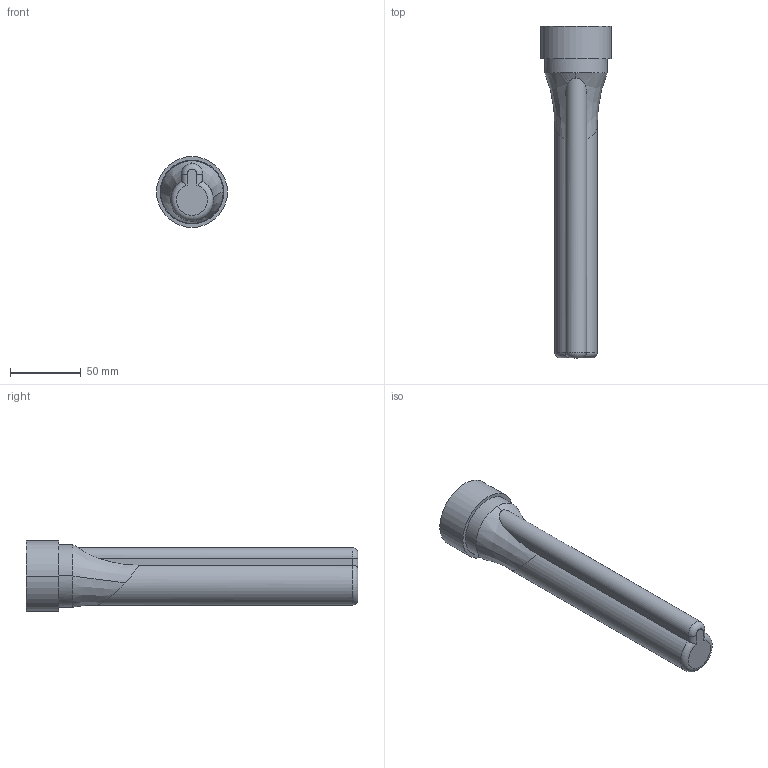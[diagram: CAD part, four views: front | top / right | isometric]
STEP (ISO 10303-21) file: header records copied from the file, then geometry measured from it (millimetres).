
FILE_DESCRIPTION(('3DEXPERIENCE STEP','CAx-IF Rec.Pracs.--- Model Styling and Organization---1.5--- 2016-08-15','CAx-IF Rec.Pracs.---Supplemental Geometry---1.0---2011-11-01','CAx-IF Rec.Pracs.--- Composite Materials ---1.1---2010-07-15'),'2;1');
FILE_NAME('ResultFile.step','2025-09-09T19:59:05+00:00',('none'),('none'),'3DEXPERIENCE Platform3D Asset Translator 5.3.6','3DEXPERIENCE Platform STEP AP214 v3','none');
FILE_SCHEMA(('AUTOMOTIVE_DESIGN { 1 0 10303 214 1 1 1 1 }'));
Length unit declared in the file: millimetre
Products named in the file (1): ResultFile
Bounding box: 50 x 234 x 50 mm (x, y, z)
Volume: 109727.4 mm3; surface area: 60664.2 mm2
Topology: 2 solids, 2 shells, 96 faces, 234 edges, 149 vertices
Faces by surface type: bspline 42, cylinder 20, plane 12, cone 12, torus 9, sphere 1
Entity records: 6313 total; most frequent: CARTESIAN_POINT 4415, ORIENTED_EDGE 462, EDGE_CURVE 231, DIRECTION 165, B_SPLINE_CURVE_WITH_KNOTS 144, VERTEX_POINT 140, EDGE_LOOP 97, ADVANCED_FACE 96
